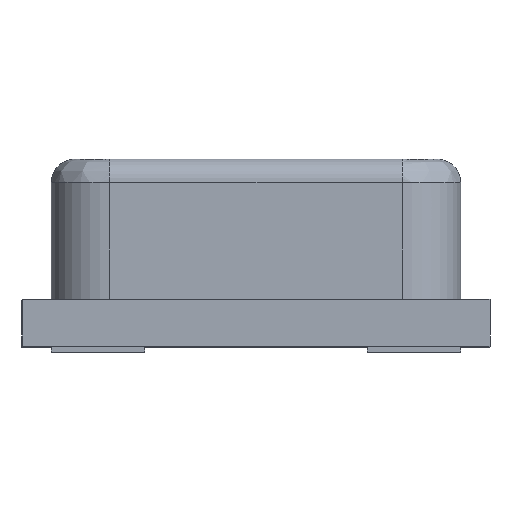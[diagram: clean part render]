
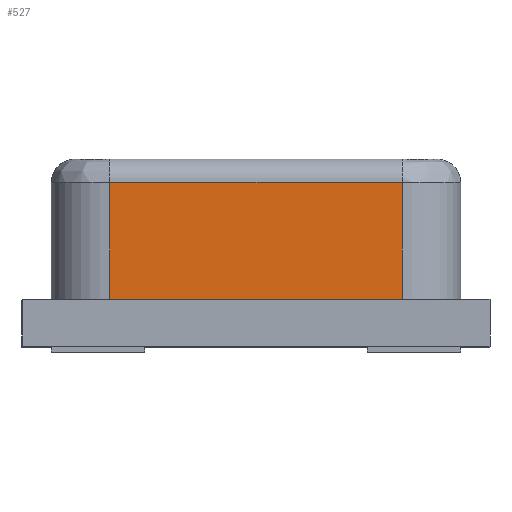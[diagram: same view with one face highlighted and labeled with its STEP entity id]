
A CAD part, top view. The second image highlights one B-rep face of the part: STEP entity #527.
In plain terms, the highlighted planar face has unit normal (0, 0, 1).
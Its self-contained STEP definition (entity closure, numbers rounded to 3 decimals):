
#33 = ORIENTED_EDGE ( 'NONE', *, *, #3063, .F. ) ;
#103 = CARTESIAN_POINT ( 'NONE',  ( 0.75, 1.4, 4.75 ) ) ;
#243 = VECTOR ( 'NONE', #4342, 1000. ) ;
#525 = LINE ( 'NONE', #2182, #2773 ) ;
#527 = ADVANCED_FACE ( 'NONE', ( #3765 ), #833, .F. ) ;
#563 = EDGE_CURVE ( 'NONE', #894, #3914, #1017, .T. ) ;
#625 = LINE ( 'NONE', #2228, #1741 ) ;
#676 = VERTEX_POINT ( 'NONE', #3143 ) ;
#833 = PLANE ( 'NONE',  #3126 ) ;
#894 = VERTEX_POINT ( 'NONE', #103 ) ;
#971 = CARTESIAN_POINT ( 'NONE',  ( 3.25, 1.6, 4.75 ) ) ;
#1017 = LINE ( 'NONE', #5101, #1315 ) ;
#1093 = DIRECTION ( 'NONE',  ( -1., 0., 0. ) ) ;
#1241 = ORIENTED_EDGE ( 'NONE', *, *, #563, .F. ) ;
#1315 = VECTOR ( 'NONE', #3058, 1000. ) ;
#1741 = VECTOR ( 'NONE', #1093, 1000. ) ;
#1761 = ORIENTED_EDGE ( 'NONE', *, *, #4793, .F. ) ;
#1807 = LINE ( 'NONE', #971, #243 ) ;
#2182 = CARTESIAN_POINT ( 'NONE',  ( 0.75, 1.6, 4.75 ) ) ;
#2228 = CARTESIAN_POINT ( 'NONE',  ( 0., 0.4, 4.75 ) ) ;
#2773 = VECTOR ( 'NONE', #4721, 1000. ) ;
#3058 = DIRECTION ( 'NONE',  ( 1., 0., 0. ) ) ;
#3063 = EDGE_CURVE ( 'NONE', #676, #894, #525, .T. ) ;
#3126 = AXIS2_PLACEMENT_3D ( 'NONE', #3414, #3790, #4198 ) ;
#3143 = CARTESIAN_POINT ( 'NONE',  ( 0.75, 0.4, 4.75 ) ) ;
#3414 = CARTESIAN_POINT ( 'NONE',  ( 0.25, 1.6, 4.75 ) ) ;
#3707 = EDGE_LOOP ( 'NONE', ( #1761, #1241, #33, #4290 ) ) ;
#3765 = FACE_OUTER_BOUND ( 'NONE', #3707, .T. ) ;
#3790 = DIRECTION ( 'NONE',  ( 0., 0., -1. ) ) ;
#3824 = CARTESIAN_POINT ( 'NONE',  ( 3.25, 0.4, 4.75 ) ) ;
#3914 = VERTEX_POINT ( 'NONE', #4732 ) ;
#4198 = DIRECTION ( 'NONE',  ( -1., 0., 0. ) ) ;
#4290 = ORIENTED_EDGE ( 'NONE', *, *, #4358, .F. ) ;
#4342 = DIRECTION ( 'NONE',  ( 0., -1., 0. ) ) ;
#4358 = EDGE_CURVE ( 'NONE', #4845, #676, #625, .T. ) ;
#4721 = DIRECTION ( 'NONE',  ( 0., 1., 0. ) ) ;
#4732 = CARTESIAN_POINT ( 'NONE',  ( 3.25, 1.4, 4.75 ) ) ;
#4793 = EDGE_CURVE ( 'NONE', #3914, #4845, #1807, .T. ) ;
#4845 = VERTEX_POINT ( 'NONE', #3824 ) ;
#5101 = CARTESIAN_POINT ( 'NONE',  ( 0.25, 1.4, 4.75 ) ) ;
